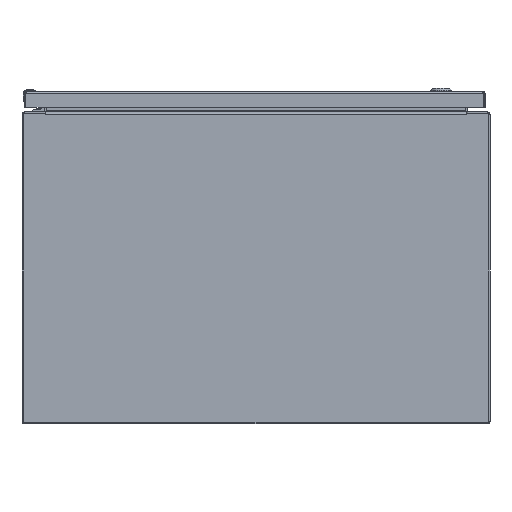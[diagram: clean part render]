
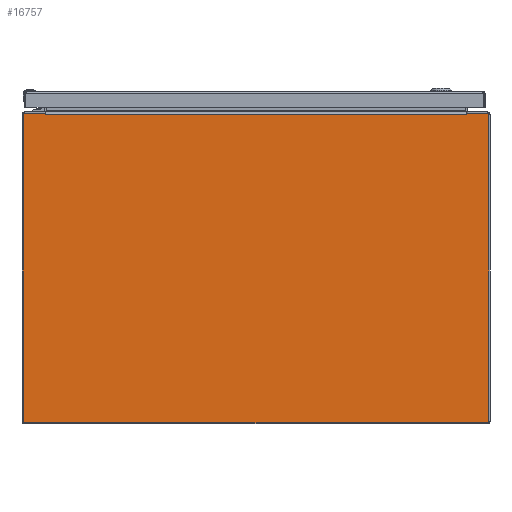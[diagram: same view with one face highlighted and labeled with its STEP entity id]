
A CAD part, front view. The second image highlights one B-rep face of the part: STEP entity #16757.
In plain terms, the highlighted planar face has unit normal (0, -1, 0).
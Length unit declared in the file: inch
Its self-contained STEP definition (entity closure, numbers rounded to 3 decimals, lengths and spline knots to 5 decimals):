
#87 = DIRECTION ( 'NONE',  ( -1., 0., 0. ) ) ;
#485 = CIRCLE ( 'NONE', #30162, 0.08 ) ;
#689 = CARTESIAN_POINT ( 'NONE',  ( 0., -20., 7.937 ) ) ;
#2348 = CARTESIAN_POINT ( 'NONE',  ( 0., -20., 0. ) ) ;
#4879 = ORIENTED_EDGE ( 'NONE', *, *, #104969, .T. ) ;
#6933 = VERTEX_POINT ( 'NONE', #13467 ) ;
#7040 = VERTEX_POINT ( 'NONE', #11512 ) ;
#9040 = LINE ( 'NONE', #94112, #24282 ) ;
#10427 = DIRECTION ( 'NONE',  ( 0., 0., -1. ) ) ;
#10609 = EDGE_CURVE ( 'NONE', #55423, #105609, #63030, .T. ) ;
#11014 = ORIENTED_EDGE ( 'NONE', *, *, #90504, .T. ) ;
#11512 = CARTESIAN_POINT ( 'NONE',  ( 10.798, -20., 7.855 ) ) ;
#11653 = PLANE ( 'NONE',  #83047 ) ;
#12042 = VERTEX_POINT ( 'NONE', #57116 ) ;
#12977 = CARTESIAN_POINT ( 'NONE',  ( -11.857, -20., -7.937 ) ) ;
#13467 = CARTESIAN_POINT ( 'NONE',  ( 11.857, -20., -7.937 ) ) ;
#14311 = CARTESIAN_POINT ( 'NONE',  ( -10.8136, -20., 7.855 ) ) ;
#14762 = DIRECTION ( 'NONE',  ( -0.174, 0., -0.985 ) ) ;
#14959 = LINE ( 'NONE', #62796, #59053 ) ;
#15706 = LINE ( 'NONE', #120022, #101967 ) ;
#15709 = DIRECTION ( 'NONE',  ( -1., 0., 0. ) ) ;
#16144 = AXIS2_PLACEMENT_3D ( 'NONE', #97800, #42526, #117029 ) ;
#16757 = ADVANCED_FACE ( 'NONE', ( #87390 ), #11653, .T. ) ;
#17118 = DIRECTION ( 'NONE',  ( -0.174, 0., 0.985 ) ) ;
#17780 = LINE ( 'NONE', #93525, #21063 ) ;
#18699 = CARTESIAN_POINT ( 'NONE',  ( 11.857, -20., 7.937 ) ) ;
#19260 = ORIENTED_EDGE ( 'NONE', *, *, #104973, .T. ) ;
#20374 = VECTOR ( 'NONE', #14762, 39.37008 ) ;
#21063 = VECTOR ( 'NONE', #100984, 39.37008 ) ;
#21576 = DIRECTION ( 'NONE',  ( 0., -1., 0. ) ) ;
#24282 = VECTOR ( 'NONE', #17118, 39.37008 ) ;
#25045 = CARTESIAN_POINT ( 'NONE',  ( 11.857, -20., 7.857 ) ) ;
#25651 = DIRECTION ( 'NONE',  ( -1., 0., 0. ) ) ;
#27859 = ORIENTED_EDGE ( 'NONE', *, *, #99319, .T. ) ;
#30162 = AXIS2_PLACEMENT_3D ( 'NONE', #25045, #32495, #120026 ) ;
#32495 = DIRECTION ( 'NONE',  ( 0., -1., 0. ) ) ;
#33465 = DIRECTION ( 'NONE',  ( 0., -1., 0. ) ) ;
#33833 = VERTEX_POINT ( 'NONE', #116816 ) ;
#34060 = CARTESIAN_POINT ( 'NONE',  ( -11.857, -20., -7.857 ) ) ;
#35070 = DIRECTION ( 'NONE',  ( -1., 0., 0. ) ) ;
#35928 = CARTESIAN_POINT ( 'NONE',  ( -11.937, -20., 7.857 ) ) ;
#35941 = DIRECTION ( 'NONE',  ( 0., -1., 0. ) ) ;
#36877 = CIRCLE ( 'NONE', #68576, 0.08 ) ;
#37272 = CARTESIAN_POINT ( 'NONE',  ( 0., -20., 7.855 ) ) ;
#37861 = DIRECTION ( 'NONE',  ( -1., 0., 0. ) ) ;
#38133 = ORIENTED_EDGE ( 'NONE', *, *, #10609, .T. ) ;
#40889 = EDGE_CURVE ( 'NONE', #49591, #84899, #53439, .T. ) ;
#41265 = EDGE_CURVE ( 'NONE', #105915, #12042, #107846, .T. ) ;
#42526 = DIRECTION ( 'NONE',  ( 0., -1., 0. ) ) ;
#42555 = EDGE_CURVE ( 'NONE', #6933, #105915, #53852, .T. ) ;
#43521 = AXIS2_PLACEMENT_3D ( 'NONE', #34060, #33465, #62049 ) ;
#46506 = DIRECTION ( 'NONE',  ( 0., 0., -1. ) ) ;
#47628 = ORIENTED_EDGE ( 'NONE', *, *, #103258, .T. ) ;
#48162 = ORIENTED_EDGE ( 'NONE', *, *, #40889, .T. ) ;
#49591 = VERTEX_POINT ( 'NONE', #74286 ) ;
#52930 = EDGE_CURVE ( 'NONE', #101709, #7040, #15706, .T. ) ;
#52984 = CARTESIAN_POINT ( 'NONE',  ( 0., -20., 7.855 ) ) ;
#53439 = CIRCLE ( 'NONE', #43521, 0.08 ) ;
#53852 = CIRCLE ( 'NONE', #16144, 0.08 ) ;
#54005 = VECTOR ( 'NONE', #15709, 39.37008 ) ;
#55423 = VERTEX_POINT ( 'NONE', #18699 ) ;
#56501 = VERTEX_POINT ( 'NONE', #91117 ) ;
#57116 = CARTESIAN_POINT ( 'NONE',  ( 11.937, -20., 7.857 ) ) ;
#59053 = VECTOR ( 'NONE', #111176, 39.37008 ) ;
#60700 = DIRECTION ( 'NONE',  ( 0., 0., 1. ) ) ;
#62049 = DIRECTION ( 'NONE',  ( 0., 0., -1. ) ) ;
#62227 = ORIENTED_EDGE ( 'NONE', *, *, #111831, .T. ) ;
#62796 = CARTESIAN_POINT ( 'NONE',  ( -11.937, -20., 0. ) ) ;
#63030 = LINE ( 'NONE', #80406, #78748 ) ;
#64081 = CARTESIAN_POINT ( 'NONE',  ( -10.798, -20., 7.855 ) ) ;
#68576 = AXIS2_PLACEMENT_3D ( 'NONE', #119761, #35941, #46506 ) ;
#69143 = ORIENTED_EDGE ( 'NONE', *, *, #88233, .T. ) ;
#69514 = VECTOR ( 'NONE', #37861, 39.37008 ) ;
#69746 = CARTESIAN_POINT ( 'NONE',  ( 10.82806, -20., 7.937 ) ) ;
#74286 = CARTESIAN_POINT ( 'NONE',  ( -11.937, -20., -7.857 ) ) ;
#75450 = LINE ( 'NONE', #109745, #20374 ) ;
#78748 = VECTOR ( 'NONE', #35070, 39.37008 ) ;
#80406 = CARTESIAN_POINT ( 'NONE',  ( 0., -20., 7.937 ) ) ;
#80514 = CARTESIAN_POINT ( 'NONE',  ( 11.937, -20., 0. ) ) ;
#80780 = ORIENTED_EDGE ( 'NONE', *, *, #87947, .T. ) ;
#83047 = AXIS2_PLACEMENT_3D ( 'NONE', #2348, #21576, #10427 ) ;
#84899 = VERTEX_POINT ( 'NONE', #12977 ) ;
#85389 = ORIENTED_EDGE ( 'NONE', *, *, #52930, .T. ) ;
#87390 = FACE_OUTER_BOUND ( 'NONE', #89680, .T. ) ;
#87947 = EDGE_CURVE ( 'NONE', #56501, #95240, #36877, .T. ) ;
#88233 = EDGE_CURVE ( 'NONE', #84899, #6933, #17780, .T. ) ;
#88664 = VERTEX_POINT ( 'NONE', #64081 ) ;
#88683 = ORIENTED_EDGE ( 'NONE', *, *, #41265, .T. ) ;
#88793 = ORIENTED_EDGE ( 'NONE', *, *, #42555, .T. ) ;
#89680 = EDGE_LOOP ( 'NONE', ( #120878, #80780, #11014, #48162, #69143, #88793, #88683, #19260, #38133, #62227, #85389, #4879, #27859, #47628 ) ) ;
#90504 = EDGE_CURVE ( 'NONE', #95240, #49591, #14959, .T. ) ;
#91117 = CARTESIAN_POINT ( 'NONE',  ( -11.857, -20., 7.937 ) ) ;
#91509 = CARTESIAN_POINT ( 'NONE',  ( 10.8136, -20., 7.855 ) ) ;
#93525 = CARTESIAN_POINT ( 'NONE',  ( 0., -20., -7.937 ) ) ;
#94112 = CARTESIAN_POINT ( 'NONE',  ( -10.8136, -20., 7.855 ) ) ;
#95047 = LINE ( 'NONE', #689, #109549 ) ;
#95240 = VERTEX_POINT ( 'NONE', #35928 ) ;
#97800 = CARTESIAN_POINT ( 'NONE',  ( 11.857, -20., -7.857 ) ) ;
#98948 = LINE ( 'NONE', #52984, #54005 ) ;
#99319 = EDGE_CURVE ( 'NONE', #88664, #109984, #111133, .T. ) ;
#100984 = DIRECTION ( 'NONE',  ( 1., 0., 0. ) ) ;
#101709 = VERTEX_POINT ( 'NONE', #91509 ) ;
#101967 = VECTOR ( 'NONE', #25651, 39.37008 ) ;
#103258 = EDGE_CURVE ( 'NONE', #109984, #33833, #9040, .T. ) ;
#103539 = EDGE_CURVE ( 'NONE', #33833, #56501, #95047, .T. ) ;
#104969 = EDGE_CURVE ( 'NONE', #7040, #88664, #98948, .T. ) ;
#104973 = EDGE_CURVE ( 'NONE', #12042, #55423, #485, .T. ) ;
#105609 = VERTEX_POINT ( 'NONE', #69746 ) ;
#105915 = VERTEX_POINT ( 'NONE', #116173 ) ;
#107846 = LINE ( 'NONE', #80514, #115259 ) ;
#109549 = VECTOR ( 'NONE', #87, 39.37008 ) ;
#109745 = CARTESIAN_POINT ( 'NONE',  ( 10.82806, -20., 7.937 ) ) ;
#109984 = VERTEX_POINT ( 'NONE', #14311 ) ;
#111133 = LINE ( 'NONE', #37272, #69514 ) ;
#111176 = DIRECTION ( 'NONE',  ( 0., 0., -1. ) ) ;
#111831 = EDGE_CURVE ( 'NONE', #105609, #101709, #75450, .T. ) ;
#115259 = VECTOR ( 'NONE', #60700, 39.37008 ) ;
#116173 = CARTESIAN_POINT ( 'NONE',  ( 11.937, -20., -7.857 ) ) ;
#116816 = CARTESIAN_POINT ( 'NONE',  ( -10.82806, -20., 7.937 ) ) ;
#117029 = DIRECTION ( 'NONE',  ( 0., 0., -1. ) ) ;
#119761 = CARTESIAN_POINT ( 'NONE',  ( -11.857, -20., 7.857 ) ) ;
#120022 = CARTESIAN_POINT ( 'NONE',  ( 10.80578, -20., 7.855 ) ) ;
#120026 = DIRECTION ( 'NONE',  ( 0., 0., -1. ) ) ;
#120878 = ORIENTED_EDGE ( 'NONE', *, *, #103539, .T. ) ;
